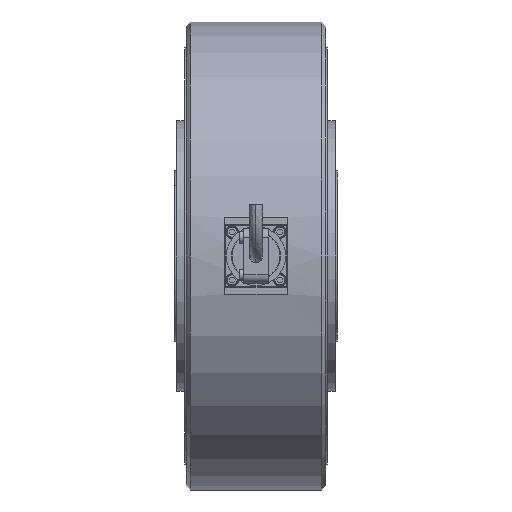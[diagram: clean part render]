
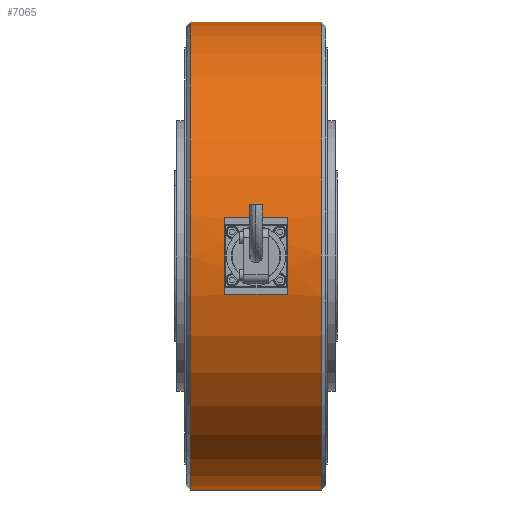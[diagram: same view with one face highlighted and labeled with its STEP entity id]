
A CAD part, left-side view. The second image highlights one B-rep face of the part: STEP entity #7065.
In plain terms, the highlighted cylindrical face has radius 112.5 mm (diameter 225 mm), a partial arc.
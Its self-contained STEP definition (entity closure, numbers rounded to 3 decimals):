
#78 = VERTEX_POINT ( 'NONE', #11634 ) ;
#564 = CARTESIAN_POINT ( 'NONE',  ( -111., 18.4, 18.31 ) ) ;
#851 = CIRCLE ( 'NONE', #13282, 112.5 ) ;
#1055 = AXIS2_PLACEMENT_3D ( 'NONE', #12909, #3499, #14051 ) ;
#1403 = ORIENTED_EDGE ( 'NONE', *, *, #10390, .T. ) ;
#1495 = VECTOR ( 'NONE', #2964, 1000. ) ;
#1718 = DIRECTION ( 'NONE',  ( 0., 1., 0. ) ) ;
#1994 = AXIS2_PLACEMENT_3D ( 'NONE', #5552, #2153, #10422 ) ;
#2153 = DIRECTION ( 'NONE',  ( 0., -1., 0. ) ) ;
#2267 = DIRECTION ( 'NONE',  ( 0., 0., -1. ) ) ;
#2563 = LINE ( 'NONE', #12251, #5876 ) ;
#2580 = DIRECTION ( 'NONE',  ( 0., -1., 0. ) ) ;
#2908 = DIRECTION ( 'NONE',  ( 0., 0., 1. ) ) ;
#2964 = DIRECTION ( 'NONE',  ( 0., -1., 0. ) ) ;
#3128 = CIRCLE ( 'NONE', #13861, 112.5 ) ;
#3221 = VERTEX_POINT ( 'NONE', #10665 ) ;
#3448 = EDGE_CURVE ( 'NONE', #3221, #78, #5010, .T. ) ;
#3499 = DIRECTION ( 'NONE',  ( 0., -1., 0. ) ) ;
#3514 = ORIENTED_EDGE ( 'NONE', *, *, #3448, .F. ) ;
#3579 = CARTESIAN_POINT ( 'NONE',  ( 0., 2., -112.5 ) ) ;
#3819 = EDGE_CURVE ( 'NONE', #3221, #9849, #8895, .T. ) ;
#4194 = CARTESIAN_POINT ( 'NONE',  ( -111., 18.4, -18.31 ) ) ;
#4907 = CARTESIAN_POINT ( 'NONE',  ( 0., 67., -112.5 ) ) ;
#4921 = EDGE_CURVE ( 'NONE', #13481, #14791, #2563, .T. ) ;
#5010 = LINE ( 'NONE', #11208, #1495 ) ;
#5057 = CARTESIAN_POINT ( 'NONE',  ( -111., 18.4, -18.31 ) ) ;
#5552 = CARTESIAN_POINT ( 'NONE',  ( 0., 67., 0. ) ) ;
#5770 = DIRECTION ( 'NONE',  ( 0., 1., 0. ) ) ;
#5876 = VECTOR ( 'NONE', #13438, 1000. ) ;
#6509 = AXIS2_PLACEMENT_3D ( 'NONE', #13999, #9338, #2267 ) ;
#6678 = DIRECTION ( 'NONE',  ( 0., 1., 0. ) ) ;
#6871 = VECTOR ( 'NONE', #6678, 1000. ) ;
#6934 = FACE_BOUND ( 'NONE', #12855, .T. ) ;
#6939 = VERTEX_POINT ( 'NONE', #8793 ) ;
#7065 = ADVANCED_FACE ( 'NONE', ( #12367, #6934 ), #7874, .T. ) ;
#7538 = CIRCLE ( 'NONE', #6509, 112.5 ) ;
#7830 = LINE ( 'NONE', #4907, #8396 ) ;
#7874 = CYLINDRICAL_SURFACE ( 'NONE', #1994, 112.5 ) ;
#8118 = EDGE_CURVE ( 'NONE', #9849, #11933, #7830, .T. ) ;
#8320 = ORIENTED_EDGE ( 'NONE', *, *, #14929, .T. ) ;
#8396 = VECTOR ( 'NONE', #2580, 1000. ) ;
#8793 = CARTESIAN_POINT ( 'NONE',  ( -111., 48.6, -18.31 ) ) ;
#8895 = CIRCLE ( 'NONE', #1055, 112.5 ) ;
#9338 = DIRECTION ( 'NONE',  ( 0., 1., 0. ) ) ;
#9849 = VERTEX_POINT ( 'NONE', #12538 ) ;
#10000 = CARTESIAN_POINT ( 'NONE',  ( 0., 2., 0. ) ) ;
#10390 = EDGE_CURVE ( 'NONE', #11933, #78, #3128, .T. ) ;
#10422 = DIRECTION ( 'NONE',  ( 0., 0., -1. ) ) ;
#10665 = CARTESIAN_POINT ( 'NONE',  ( 0., 65., 112.5 ) ) ;
#11172 = LINE ( 'NONE', #4194, #6871 ) ;
#11208 = CARTESIAN_POINT ( 'NONE',  ( 0., 67., 112.5 ) ) ;
#11246 = EDGE_CURVE ( 'NONE', #6939, #14791, #7538, .T. ) ;
#11300 = EDGE_LOOP ( 'NONE', ( #3514, #12466, #15335, #1403 ) ) ;
#11634 = CARTESIAN_POINT ( 'NONE',  ( 0., 2., 112.5 ) ) ;
#11933 = VERTEX_POINT ( 'NONE', #3579 ) ;
#12251 = CARTESIAN_POINT ( 'NONE',  ( -111., 18.4, 18.31 ) ) ;
#12304 = ORIENTED_EDGE ( 'NONE', *, *, #11246, .T. ) ;
#12367 = FACE_OUTER_BOUND ( 'NONE', #11300, .T. ) ;
#12466 = ORIENTED_EDGE ( 'NONE', *, *, #3819, .T. ) ;
#12538 = CARTESIAN_POINT ( 'NONE',  ( 0., 65., -112.5 ) ) ;
#12855 = EDGE_LOOP ( 'NONE', ( #13235, #15321, #8320, #12304 ) ) ;
#12904 = DIRECTION ( 'NONE',  ( 0., 0., -1. ) ) ;
#12909 = CARTESIAN_POINT ( 'NONE',  ( 0., 65., 0. ) ) ;
#13035 = EDGE_CURVE ( 'NONE', #15314, #13481, #851, .T. ) ;
#13235 = ORIENTED_EDGE ( 'NONE', *, *, #4921, .F. ) ;
#13282 = AXIS2_PLACEMENT_3D ( 'NONE', #14093, #5770, #12904 ) ;
#13438 = DIRECTION ( 'NONE',  ( 0., 1., 0. ) ) ;
#13481 = VERTEX_POINT ( 'NONE', #564 ) ;
#13558 = CARTESIAN_POINT ( 'NONE',  ( -111., 48.6, 18.31 ) ) ;
#13861 = AXIS2_PLACEMENT_3D ( 'NONE', #10000, #1718, #2908 ) ;
#13999 = CARTESIAN_POINT ( 'NONE',  ( 0., 48.6, 0. ) ) ;
#14051 = DIRECTION ( 'NONE',  ( 0., 0., 1. ) ) ;
#14093 = CARTESIAN_POINT ( 'NONE',  ( 0., 18.4, 0. ) ) ;
#14791 = VERTEX_POINT ( 'NONE', #13558 ) ;
#14929 = EDGE_CURVE ( 'NONE', #15314, #6939, #11172, .T. ) ;
#15314 = VERTEX_POINT ( 'NONE', #5057 ) ;
#15321 = ORIENTED_EDGE ( 'NONE', *, *, #13035, .F. ) ;
#15335 = ORIENTED_EDGE ( 'NONE', *, *, #8118, .T. ) ;
